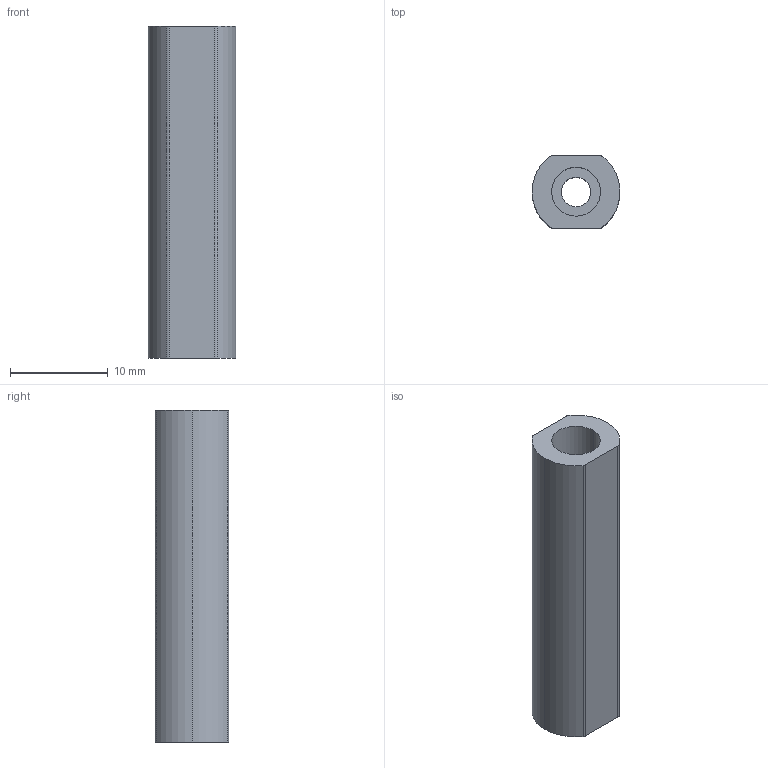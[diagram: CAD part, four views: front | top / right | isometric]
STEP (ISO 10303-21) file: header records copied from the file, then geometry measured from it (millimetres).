
FILE_DESCRIPTION (( 'STEP AP214' ), '1' );
FILE_NAME ('rotorV2.STEP', '2023-04-19T12:04:08', ( '' ), ( '' ), 'SwSTEP 2.0', 'SolidWorks 2022', '' );
FILE_SCHEMA (( 'AUTOMOTIVE_DESIGN' ));
Length unit declared in the file: millimetre
Products named in the file (1): rotorV2
Bounding box: 8.98 x 7.5 x 34 mm (x, y, z)
Volume: 1538.1 mm3; surface area: 1469.5 mm2
Topology: 1 solids, 1 shells, 19 faces, 45 edges, 30 vertices
Faces by surface type: cylinder 13, plane 6
Entity records: 603 total; most frequent: DIRECTION 111, CARTESIAN_POINT 95, ORIENTED_EDGE 90, AXIS2_PLACEMENT_3D 46, EDGE_CURVE 45, VERTEX_POINT 30, CIRCLE 26, EDGE_LOOP 23
